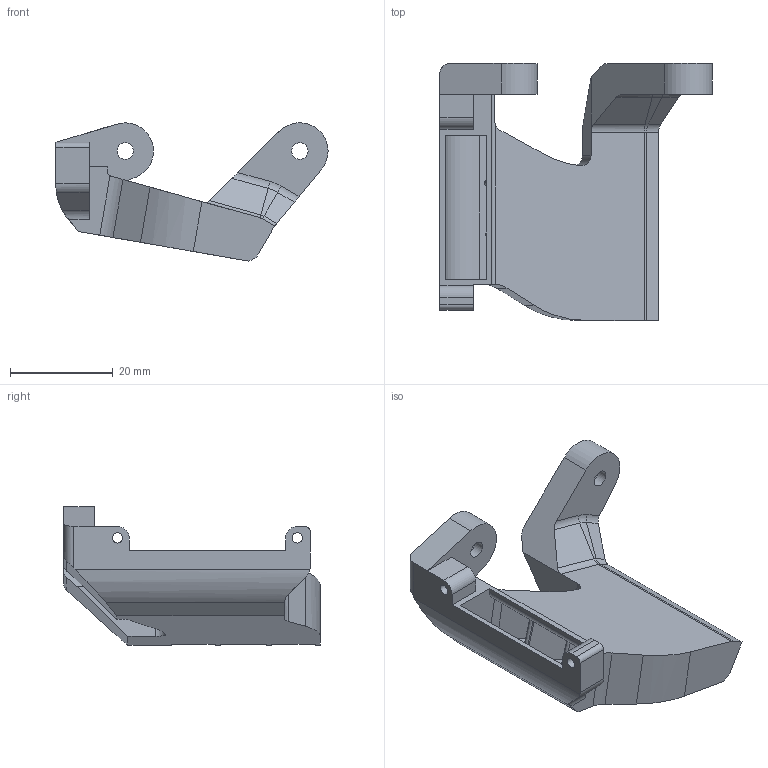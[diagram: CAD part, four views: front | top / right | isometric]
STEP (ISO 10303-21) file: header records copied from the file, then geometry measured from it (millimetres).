
FILE_DESCRIPTION(/* description */ (''),/* implementation_level */ '2;1');
FILE_NAME(/* name */ 'Hemera PCF Duct - V6.step',/* time_stamp */ '2020-01-29T10:00:30+00:00',/* author */ (''),/* organization */ (''),/* preprocessor_version */ 'ST-DEVELOPER v18',/* originating_system */ 'Autodesk Translation Framework v8.12.0.6',/* authorisation */ '');
FILE_SCHEMA (('AUTOMOTIVE_DESIGN { 1 0 10303 214 3 1 1 }'));
Length unit declared in the file: millimetre
Products named in the file (2): Hemera PCF Duct - V6; Hermes PCF Duct - V6
Assembly tree (1 placements, depth 2):
  Hemera PCF Duct - V6
    Hermes PCF Duct - V6
Bounding box: 53 x 50 x 26.92 mm (x, y, z)
Volume: 8903.6 mm3; surface area: 10173.9 mm2
Topology: 1 solids, 1 shells, 124 faces, 366 edges, 241 vertices
Faces by surface type: plane 66, cylinder 42, bspline 13, torus 2, cone 1
Full cylindrical faces by diameter (mm): 2 x2, 3.2 x2, 7 x2
Entity records: 4645 total; most frequent: CARTESIAN_POINT 1276, ORIENTED_EDGE 732, DIRECTION 643, EDGE_CURVE 366, LINE 241, VECTOR 241, VERTEX_POINT 241, AXIS2_PLACEMENT_3D 201
